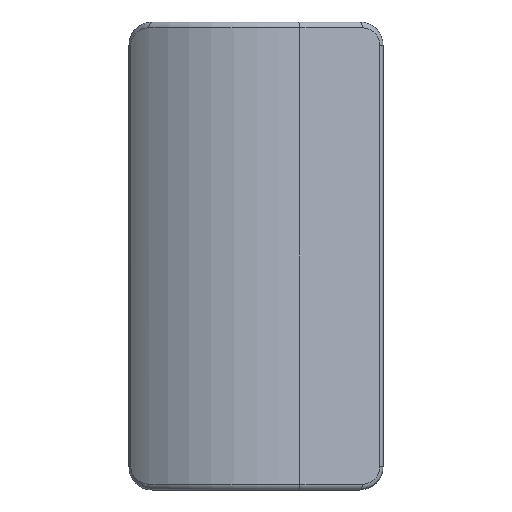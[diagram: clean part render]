
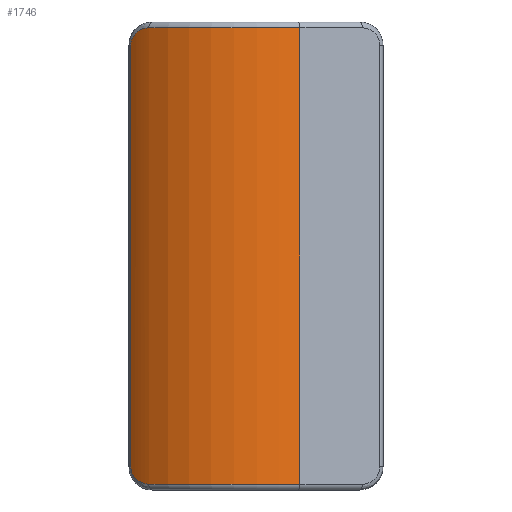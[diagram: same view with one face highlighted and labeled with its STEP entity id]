
A CAD part, left-side view. The second image highlights one B-rep face of the part: STEP entity #1746.
In plain terms, the highlighted cylindrical face has radius 13 mm (diameter 26 mm), a partial arc.
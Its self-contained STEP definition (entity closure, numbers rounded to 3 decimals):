
#113=LINE('',#3191,#244);
#115=LINE('',#3326,#246);
#244=VECTOR('',#2283,10.);
#246=VECTOR('',#2295,10.);
#332=CYLINDRICAL_SURFACE('',#1922,13.);
#387=B_SPLINE_CURVE_WITH_KNOTS('',3,(#3225,#3226,#3227,#3228,#3229,#3230),
 .UNSPECIFIED.,.F.,.F.,(4,1,1,4),(0.,0.077,
0.116,0.27),.UNSPECIFIED.);
#389=B_SPLINE_CURVE_WITH_KNOTS('',3,(#3316,#3317,#3318,#3319,#3320,#3321),
 .UNSPECIFIED.,.F.,.F.,(4,1,1,4),(2.106,2.222,2.299,
2.376),.UNSPECIFIED.);
#445=FACE_OUTER_BOUND('',#553,.T.);
#553=EDGE_LOOP('',(#1393,#1394,#1395,#1396,#1397,#1398));
#668=CIRCLE('',#1911,13.);
#672=CIRCLE('',#1917,13.);
#814=VERTEX_POINT('',#3142);
#817=VERTEX_POINT('',#3176);
#819=VERTEX_POINT('',#3182);
#821=VERTEX_POINT('',#3188);
#822=VERTEX_POINT('',#3190);
#823=VERTEX_POINT('',#3223);
#1019=EDGE_CURVE('',#817,#819,#668,.T.);
#1021=EDGE_CURVE('',#821,#822,#113,.T.);
#1024=EDGE_CURVE('',#822,#823,#387,.T.);
#1026=EDGE_CURVE('',#819,#821,#389,.T.);
#1027=EDGE_CURVE('',#823,#814,#672,.T.);
#1029=EDGE_CURVE('',#817,#814,#115,.T.);
#1393=ORIENTED_EDGE('',*,*,#1019,.F.);
#1394=ORIENTED_EDGE('',*,*,#1029,.T.);
#1395=ORIENTED_EDGE('',*,*,#1027,.F.);
#1396=ORIENTED_EDGE('',*,*,#1024,.F.);
#1397=ORIENTED_EDGE('',*,*,#1021,.F.);
#1398=ORIENTED_EDGE('',*,*,#1026,.F.);
#1746=ADVANCED_FACE('',(#445),#332,.T.);
#1911=AXIS2_PLACEMENT_3D('',#3186,#2277,#2278);
#1917=AXIS2_PLACEMENT_3D('',#3323,#2290,#2291);
#1922=AXIS2_PLACEMENT_3D('',#3331,#2303,#2304);
#2277=DIRECTION('center_axis',(0.,0.,
-1.));
#2278=DIRECTION('ref_axis',(-0.998,0.069,0.));
#2283=DIRECTION('',(0.,0.,1.));
#2290=DIRECTION('center_axis',(0.,0.,
1.));
#2291=DIRECTION('ref_axis',(-0.998,0.069,0.));
#2295=DIRECTION('',(0.,0.,1.));
#2303=DIRECTION('center_axis',(0.,0.,1.));
#2304=DIRECTION('ref_axis',(-0.903,-0.43,0.));
#3142=CARTESIAN_POINT('',(15.091,-5.34,43.732));
#3176=CARTESIAN_POINT('',(15.091,-5.34,4.4));
#3182=CARTESIAN_POINT('',(16.164,7.683,4.4));
#3186=CARTESIAN_POINT('Origin',(26.829,0.249,4.4));
#3188=CARTESIAN_POINT('',(17.442,9.243,5.9));
#3190=CARTESIAN_POINT('',(17.442,9.243,42.232));
#3191=CARTESIAN_POINT('',(17.442,9.243,3.9));
#3223=CARTESIAN_POINT('',(16.164,7.683,43.732));
#3225=CARTESIAN_POINT('Ctrl Pts',(17.442,9.243,42.232));
#3226=CARTESIAN_POINT('Ctrl Pts',(17.442,9.243,42.489));
#3227=CARTESIAN_POINT('Ctrl Pts',(17.337,9.134,42.865));
#3228=CARTESIAN_POINT('Ctrl Pts',(16.895,8.648,43.515));
#3229=CARTESIAN_POINT('Ctrl Pts',(16.47,8.122,43.732));
#3230=CARTESIAN_POINT('Ctrl Pts',(16.164,7.683,43.732));
#3316=CARTESIAN_POINT('Ctrl Pts',(16.164,7.683,4.4));
#3317=CARTESIAN_POINT('Ctrl Pts',(16.394,8.012,4.4));
#3318=CARTESIAN_POINT('Ctrl Pts',(16.802,8.54,4.564));
#3319=CARTESIAN_POINT('Ctrl Pts',(17.298,9.095,5.142));
#3320=CARTESIAN_POINT('Ctrl Pts',(17.442,9.243,5.643));
#3321=CARTESIAN_POINT('Ctrl Pts',(17.442,9.243,5.9));
#3323=CARTESIAN_POINT('Origin',(26.829,0.249,43.732));
#3326=CARTESIAN_POINT('',(15.091,-5.34,3.9));
#3331=CARTESIAN_POINT('Origin',(26.829,0.249,3.9));
